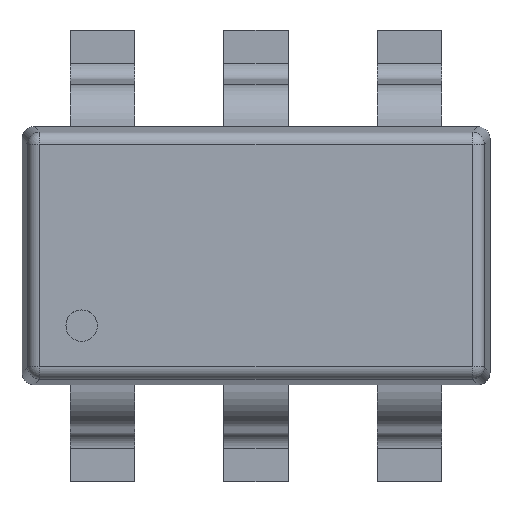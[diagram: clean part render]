
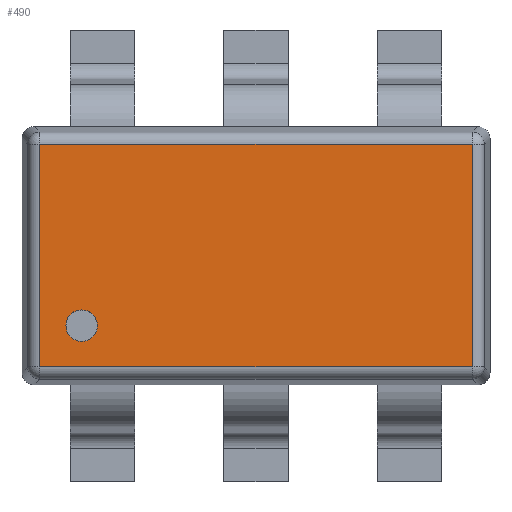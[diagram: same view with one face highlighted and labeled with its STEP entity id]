
A CAD part, top view. The second image highlights one B-rep face of the part: STEP entity #490.
In plain terms, the highlighted planar face has unit normal (0, 0, 1).
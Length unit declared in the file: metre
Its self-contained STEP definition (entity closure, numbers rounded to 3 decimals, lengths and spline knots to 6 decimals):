
#490 = ADVANCED_FACE( '', ( #1353, #1354 ), #1355, .T. );
#846 = EDGE_CURVE( '', #1789, #1433, #1890, .T. );
#922 = EDGE_CURVE( '', #1433, #1697, #1990, .T. );
#936 = EDGE_CURVE( '', #1295, #1789, #2005, .T. );
#1022 = EDGE_CURVE( '', #2115, #2115, #2116, .T. );
#1028 = EDGE_CURVE( '', #1697, #1295, #2122, .T. );
#1295 = VERTEX_POINT( '', #2422 );
#1353 = FACE_OUTER_BOUND( '', #2495, .T. );
#1354 = FACE_BOUND( '', #2496, .T. );
#1355 = PLANE( '', #2497 );
#1433 = VERTEX_POINT( '', #2603 );
#1697 = VERTEX_POINT( '', #2976 );
#1789 = VERTEX_POINT( '', #3107 );
#1890 = LINE( '', #3245, #3246 );
#1990 = LINE( '', #3387, #3388 );
#2005 = LINE( '', #3415, #3416 );
#2115 = VERTEX_POINT( '', #3577 );
#2116 = CIRCLE( '', #3578, 0.000098 );
#2122 = LINE( '', #3588, #3589 );
#2422 = CARTESIAN_POINT( '', ( -0.00134, 0.00069, 0.001529 ) );
#2495 = EDGE_LOOP( '', ( #4046, #4047, #4048, #4049 ) );
#2496 = EDGE_LOOP( '', ( #4050 ) );
#2497 = AXIS2_PLACEMENT_3D( '', #4051, #4052, #4053 );
#2603 = CARTESIAN_POINT( '', ( 0.00134, -0.00069, 0.001529 ) );
#2976 = CARTESIAN_POINT( '', ( 0.00134, 0.00069, 0.001529 ) );
#3107 = CARTESIAN_POINT( '', ( -0.00134, -0.00069, 0.001529 ) );
#3245 = CARTESIAN_POINT( '', ( -0.00134, -0.00069, 0.001529 ) );
#3246 = VECTOR( '', #4732, 1. );
#3387 = CARTESIAN_POINT( '', ( 0.00134, -0.00069, 0.001529 ) );
#3388 = VECTOR( '', #4881, 1. );
#3415 = CARTESIAN_POINT( '', ( -0.00134, 0.00069, 0.001529 ) );
#3416 = VECTOR( '', #4890, 1. );
#3577 = CARTESIAN_POINT( '', ( -0.001178, -0.000434, 0.001529 ) );
#3578 = AXIS2_PLACEMENT_3D( '', #5051, #5052, #5053 );
#3588 = CARTESIAN_POINT( '', ( 0.00134, 0.00069, 0.001529 ) );
#3589 = VECTOR( '', #5058, 1. );
#4046 = ORIENTED_EDGE( '', *, *, #936, .T. );
#4047 = ORIENTED_EDGE( '', *, *, #846, .T. );
#4048 = ORIENTED_EDGE( '', *, *, #922, .T. );
#4049 = ORIENTED_EDGE( '', *, *, #1028, .T. );
#4050 = ORIENTED_EDGE( '', *, *, #1022, .T. );
#4051 = CARTESIAN_POINT( '', ( 0., 0., 0.001529 ) );
#4052 = DIRECTION( '', ( 0., 0., 1. ) );
#4053 = DIRECTION( '', ( 1., 0., 0. ) );
#4732 = DIRECTION( '', ( 1., 0., 0. ) );
#4881 = DIRECTION( '', ( 0., 1., 0. ) );
#4890 = DIRECTION( '', ( 0., -1., 0. ) );
#5051 = CARTESIAN_POINT( '', ( -0.001081, -0.000434, 0.001529 ) );
#5052 = DIRECTION( '', ( 0., 0., -1. ) );
#5053 = DIRECTION( '', ( -1., 0., 0. ) );
#5058 = DIRECTION( '', ( -1., 0., 0. ) );
